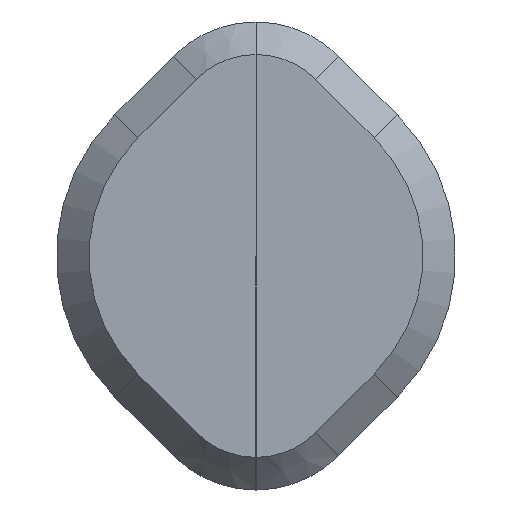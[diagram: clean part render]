
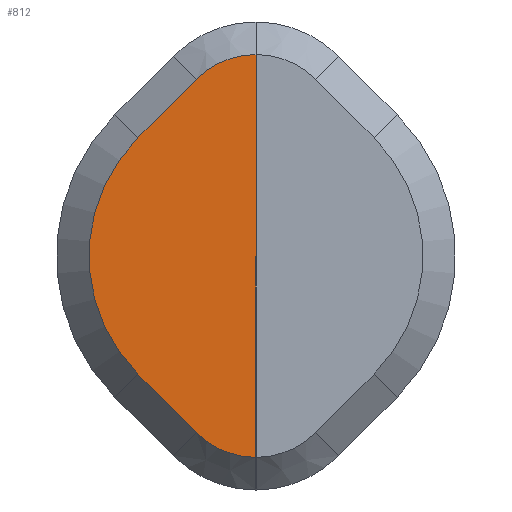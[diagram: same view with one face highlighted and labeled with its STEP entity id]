
A CAD part, top view. The second image highlights one B-rep face of the part: STEP entity #812.
In plain terms, the highlighted planar face has unit normal (0, 0, 1).
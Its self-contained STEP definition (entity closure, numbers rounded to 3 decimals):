
#65 = PLANE('',#66);
#66 = AXIS2_PLACEMENT_3D('',#67,#68,#69);
#67 = CARTESIAN_POINT('',(0.,-4.135,20.033));
#68 = DIRECTION('',(1.,0.,0.));
#69 = DIRECTION('',(0.,1.,0.));
#97 = CONICAL_SURFACE('',#98,0.633,0.777);
#98 = AXIS2_PLACEMENT_3D('',#99,#100,#101);
#99 = CARTESIAN_POINT('',(0.,0.884,0.5));
#100 = DIRECTION('',(-0.,-0.,-1.));
#101 = DIRECTION('',(-0.707,0.707,0.));
#166 = VERTEX_POINT('',#167);
#167 = CARTESIAN_POINT('',(0.,1.516,0.5));
#188 = EDGE_CURVE('',#189,#166,#191,.T.);
#189 = VERTEX_POINT('',#190);
#190 = CARTESIAN_POINT('',(0.,-1.516,0.5));
#191 = SURFACE_CURVE('',#192,(#196,#203),.PCURVE_S1.);
#192 = LINE('',#193,#194);
#193 = CARTESIAN_POINT('',(0.,-1.625,0.5));
#194 = VECTOR('',#195,1.);
#195 = DIRECTION('',(0.,1.,0.));
#196 = PCURVE('',#65,#197);
#197 = DEFINITIONAL_REPRESENTATION('',(#198),#202);
#198 = LINE('',#199,#200);
#199 = CARTESIAN_POINT('',(2.509,-19.533));
#200 = VECTOR('',#201,1.);
#201 = DIRECTION('',(1.,0.));
#202 = ( GEOMETRIC_REPRESENTATION_CONTEXT(2) 
PARAMETRIC_REPRESENTATION_CONTEXT() REPRESENTATION_CONTEXT('2D SPACE',''
  ) );
#203 = PCURVE('',#204,#209);
#204 = PLANE('',#205);
#205 = AXIS2_PLACEMENT_3D('',#206,#207,#208);
#206 = CARTESIAN_POINT('',(0.,0.884,0.5));
#207 = DIRECTION('',(0.,0.,1.));
#208 = DIRECTION('',(1.,0.,0.));
#209 = DEFINITIONAL_REPRESENTATION('',(#210),#214);
#210 = LINE('',#211,#212);
#211 = CARTESIAN_POINT('',(0.,-2.509));
#212 = VECTOR('',#213,1.);
#213 = DIRECTION('',(0.,1.));
#214 = ( GEOMETRIC_REPRESENTATION_CONTEXT(2) 
PARAMETRIC_REPRESENTATION_CONTEXT() REPRESENTATION_CONTEXT('2D SPACE',''
  ) );
#232 = CONICAL_SURFACE('',#233,0.633,0.777);
#233 = AXIS2_PLACEMENT_3D('',#234,#235,#236);
#234 = CARTESIAN_POINT('',(0.,-0.884,0.5));
#235 = DIRECTION('',(-0.,-0.,-1.));
#236 = DIRECTION('',(0.707,-0.707,0.));
#433 = PLANE('',#434);
#434 = AXIS2_PLACEMENT_3D('',#435,#436,#437);
#435 = CARTESIAN_POINT('',(-0.976,0.976,0.375
    ));
#436 = DIRECTION('',(0.504,-0.504,-0.701));
#437 = DIRECTION('',(0.707,0.707,0.));
#495 = VERTEX_POINT('',#496);
#496 = CARTESIAN_POINT('',(-0.447,1.331,0.5));
#519 = EDGE_CURVE('',#495,#166,#520,.T.);
#520 = SURFACE_CURVE('',#521,(#526,#533),.PCURVE_S1.);
#521 = CIRCLE('',#522,0.633);
#522 = AXIS2_PLACEMENT_3D('',#523,#524,#525);
#523 = CARTESIAN_POINT('',(0.,0.884,0.5));
#524 = DIRECTION('',(0.,0.,-1.));
#525 = DIRECTION('',(-0.707,0.707,0.));
#526 = PCURVE('',#97,#527);
#527 = DEFINITIONAL_REPRESENTATION('',(#528),#532);
#528 = LINE('',#529,#530);
#529 = CARTESIAN_POINT('',(0.,-0.));
#530 = VECTOR('',#531,1.);
#531 = DIRECTION('',(1.,-0.));
#532 = ( GEOMETRIC_REPRESENTATION_CONTEXT(2) 
PARAMETRIC_REPRESENTATION_CONTEXT() REPRESENTATION_CONTEXT('2D SPACE',''
  ) );
#533 = PCURVE('',#204,#534);
#534 = DEFINITIONAL_REPRESENTATION('',(#535),#543);
#535 = ( BOUNDED_CURVE() B_SPLINE_CURVE(2,(#536,#537,#538,#539,#540,#541
,#542),.UNSPECIFIED.,.T.,.F.) B_SPLINE_CURVE_WITH_KNOTS((1,2,2,2,2,1),(
    -2.094,0.,2.094,4.189,6.283,
8.378),.UNSPECIFIED.) CURVE() GEOMETRIC_REPRESENTATION_ITEM() 
RATIONAL_B_SPLINE_CURVE((1.,0.5,1.,0.5,1.,0.5,1.)) REPRESENTATION_ITEM(
  '') );
#536 = CARTESIAN_POINT('',(-0.447,0.447));
#537 = CARTESIAN_POINT('',(0.327,1.222));
#538 = CARTESIAN_POINT('',(0.611,0.164));
#539 = CARTESIAN_POINT('',(0.895,-0.895));
#540 = CARTESIAN_POINT('',(-0.164,-0.611));
#541 = CARTESIAN_POINT('',(-1.222,-0.327));
#542 = CARTESIAN_POINT('',(-0.447,0.447));
#543 = ( GEOMETRIC_REPRESENTATION_CONTEXT(2) 
PARAMETRIC_REPRESENTATION_CONTEXT() REPRESENTATION_CONTEXT('2D SPACE',''
  ) );
#760 = VERTEX_POINT('',#761);
#761 = CARTESIAN_POINT('',(-0.447,-1.331,0.5));
#775 = PLANE('',#776);
#776 = AXIS2_PLACEMENT_3D('',#777,#778,#779);
#777 = CARTESIAN_POINT('',(-0.534,-1.418,
    0.375));
#778 = DIRECTION('',(0.504,0.504,-0.701));
#779 = DIRECTION('',(-0.707,0.707,0.)
  );
#787 = EDGE_CURVE('',#189,#760,#788,.T.);
#788 = SURFACE_CURVE('',#789,(#794,#801),.PCURVE_S1.);
#789 = CIRCLE('',#790,0.633);
#790 = AXIS2_PLACEMENT_3D('',#791,#792,#793);
#791 = CARTESIAN_POINT('',(0.,-0.884,0.5));
#792 = DIRECTION('',(0.,-0.,-1.));
#793 = DIRECTION('',(0.707,-0.707,0.));
#794 = PCURVE('',#232,#795);
#795 = DEFINITIONAL_REPRESENTATION('',(#796),#800);
#796 = LINE('',#797,#798);
#797 = CARTESIAN_POINT('',(0.,-0.));
#798 = VECTOR('',#799,1.);
#799 = DIRECTION('',(1.,-0.));
#800 = ( GEOMETRIC_REPRESENTATION_CONTEXT(2) 
PARAMETRIC_REPRESENTATION_CONTEXT() REPRESENTATION_CONTEXT('2D SPACE',''
  ) );
#801 = PCURVE('',#204,#802);
#802 = DEFINITIONAL_REPRESENTATION('',(#803),#811);
#803 = ( BOUNDED_CURVE() B_SPLINE_CURVE(2,(#804,#805,#806,#807,#808,#809
,#810),.UNSPECIFIED.,.T.,.F.) B_SPLINE_CURVE_WITH_KNOTS((1,2,2,2,2,1),(
    -2.094,0.,2.094,4.189,6.283,
8.378),.UNSPECIFIED.) CURVE() GEOMETRIC_REPRESENTATION_ITEM() 
RATIONAL_B_SPLINE_CURVE((1.,0.5,1.,0.5,1.,0.5,1.)) REPRESENTATION_ITEM(
  '') );
#804 = CARTESIAN_POINT('',(0.447,-2.215));
#805 = CARTESIAN_POINT('',(-0.327,-2.99));
#806 = CARTESIAN_POINT('',(-0.611,-1.931));
#807 = CARTESIAN_POINT('',(-0.895,-0.873));
#808 = CARTESIAN_POINT('',(0.164,-1.157));
#809 = CARTESIAN_POINT('',(1.222,-1.44));
#810 = CARTESIAN_POINT('',(0.447,-2.215));
#811 = ( GEOMETRIC_REPRESENTATION_CONTEXT(2) 
PARAMETRIC_REPRESENTATION_CONTEXT() REPRESENTATION_CONTEXT('2D SPACE',''
  ) );
#812 = ADVANCED_FACE('',(#813),#204,.T.);
#813 = FACE_BOUND('',#814,.T.);
#814 = EDGE_LOOP('',(#815,#816,#839,#872,#893,#894));
#815 = ORIENTED_EDGE('',*,*,#519,.F.);
#816 = ORIENTED_EDGE('',*,*,#817,.F.);
#817 = EDGE_CURVE('',#818,#495,#820,.T.);
#818 = VERTEX_POINT('',#819);
#819 = CARTESIAN_POINT('',(-0.889,0.889,0.5));
#820 = SURFACE_CURVE('',#821,(#825,#832),.PCURVE_S1.);
#821 = LINE('',#822,#823);
#822 = CARTESIAN_POINT('',(-0.889,0.889,0.5));
#823 = VECTOR('',#824,1.);
#824 = DIRECTION('',(0.707,0.707,0.));
#825 = PCURVE('',#204,#826);
#826 = DEFINITIONAL_REPRESENTATION('',(#827),#831);
#827 = LINE('',#828,#829);
#828 = CARTESIAN_POINT('',(-0.889,0.005));
#829 = VECTOR('',#830,1.);
#830 = DIRECTION('',(0.707,0.707));
#831 = ( GEOMETRIC_REPRESENTATION_CONTEXT(2) 
PARAMETRIC_REPRESENTATION_CONTEXT() REPRESENTATION_CONTEXT('2D SPACE',''
  ) );
#832 = PCURVE('',#433,#833);
#833 = DEFINITIONAL_REPRESENTATION('',(#834),#838);
#834 = LINE('',#835,#836);
#835 = CARTESIAN_POINT('',(0.,0.175));
#836 = VECTOR('',#837,1.);
#837 = DIRECTION('',(1.,0.));
#838 = ( GEOMETRIC_REPRESENTATION_CONTEXT(2) 
PARAMETRIC_REPRESENTATION_CONTEXT() REPRESENTATION_CONTEXT('2D SPACE',''
  ) );
#839 = ORIENTED_EDGE('',*,*,#840,.F.);
#840 = EDGE_CURVE('',#841,#818,#843,.T.);
#841 = VERTEX_POINT('',#842);
#842 = CARTESIAN_POINT('',(-0.889,-0.889,0.5));
#843 = SURFACE_CURVE('',#844,(#849,#860),.PCURVE_S1.);
#844 = CIRCLE('',#845,1.258);
#845 = AXIS2_PLACEMENT_3D('',#846,#847,#848);
#846 = CARTESIAN_POINT('',(0.,0.,0.5));
#847 = DIRECTION('',(-0.,0.,-1.));
#848 = DIRECTION('',(-0.707,-0.707,0.));
#849 = PCURVE('',#204,#850);
#850 = DEFINITIONAL_REPRESENTATION('',(#851),#859);
#851 = ( BOUNDED_CURVE() B_SPLINE_CURVE(2,(#852,#853,#854,#855,#856,#857
,#858),.UNSPECIFIED.,.T.,.F.) B_SPLINE_CURVE_WITH_KNOTS((1,2,2,2,2,1),(
    -2.094,0.,2.094,4.189,6.283,
8.378),.UNSPECIFIED.) CURVE() GEOMETRIC_REPRESENTATION_ITEM() 
RATIONAL_B_SPLINE_CURVE((1.,0.5,1.,0.5,1.,0.5,1.)) REPRESENTATION_ITEM(
  '') );
#852 = CARTESIAN_POINT('',(-0.889,-1.773));
#853 = CARTESIAN_POINT('',(-2.429,-0.233));
#854 = CARTESIAN_POINT('',(-0.325,0.331));
#855 = CARTESIAN_POINT('',(1.778,0.895));
#856 = CARTESIAN_POINT('',(1.215,-1.209));
#857 = CARTESIAN_POINT('',(0.651,-3.313));
#858 = CARTESIAN_POINT('',(-0.889,-1.773));
#859 = ( GEOMETRIC_REPRESENTATION_CONTEXT(2) 
PARAMETRIC_REPRESENTATION_CONTEXT() REPRESENTATION_CONTEXT('2D SPACE',''
  ) );
#860 = PCURVE('',#861,#866);
#861 = CONICAL_SURFACE('',#862,1.258,0.777);
#862 = AXIS2_PLACEMENT_3D('',#863,#864,#865);
#863 = CARTESIAN_POINT('',(0.,0.,0.5));
#864 = DIRECTION('',(-0.,-0.,-1.));
#865 = DIRECTION('',(-0.707,-0.707,0.));
#866 = DEFINITIONAL_REPRESENTATION('',(#867),#871);
#867 = LINE('',#868,#869);
#868 = CARTESIAN_POINT('',(0.,-0.));
#869 = VECTOR('',#870,1.);
#870 = DIRECTION('',(1.,-0.));
#871 = ( GEOMETRIC_REPRESENTATION_CONTEXT(2) 
PARAMETRIC_REPRESENTATION_CONTEXT() REPRESENTATION_CONTEXT('2D SPACE',''
  ) );
#872 = ORIENTED_EDGE('',*,*,#873,.F.);
#873 = EDGE_CURVE('',#760,#841,#874,.T.);
#874 = SURFACE_CURVE('',#875,(#879,#886),.PCURVE_S1.);
#875 = LINE('',#876,#877);
#876 = CARTESIAN_POINT('',(-0.447,-1.331,0.5));
#877 = VECTOR('',#878,1.);
#878 = DIRECTION('',(-0.707,0.707,0.));
#879 = PCURVE('',#204,#880);
#880 = DEFINITIONAL_REPRESENTATION('',(#881),#885);
#881 = LINE('',#882,#883);
#882 = CARTESIAN_POINT('',(-0.447,-2.215));
#883 = VECTOR('',#884,1.);
#884 = DIRECTION('',(-0.707,0.707));
#885 = ( GEOMETRIC_REPRESENTATION_CONTEXT(2) 
PARAMETRIC_REPRESENTATION_CONTEXT() REPRESENTATION_CONTEXT('2D SPACE',''
  ) );
#886 = PCURVE('',#775,#887);
#887 = DEFINITIONAL_REPRESENTATION('',(#888),#892);
#888 = LINE('',#889,#890);
#889 = CARTESIAN_POINT('',(0.,0.175));
#890 = VECTOR('',#891,1.);
#891 = DIRECTION('',(1.,0.));
#892 = ( GEOMETRIC_REPRESENTATION_CONTEXT(2) 
PARAMETRIC_REPRESENTATION_CONTEXT() REPRESENTATION_CONTEXT('2D SPACE',''
  ) );
#893 = ORIENTED_EDGE('',*,*,#787,.F.);
#894 = ORIENTED_EDGE('',*,*,#188,.T.);
